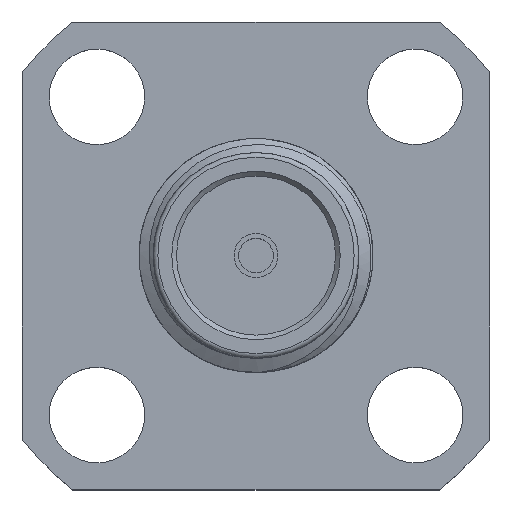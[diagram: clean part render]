
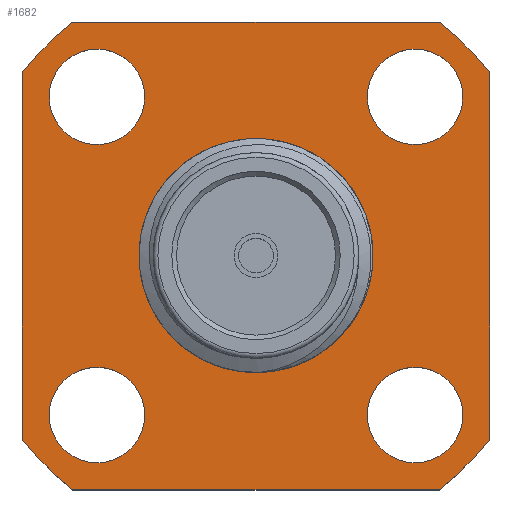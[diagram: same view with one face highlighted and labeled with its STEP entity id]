
A CAD part, top view. The second image highlights one B-rep face of the part: STEP entity #1682.
In plain terms, the highlighted planar face has unit normal (0, 0, 1).
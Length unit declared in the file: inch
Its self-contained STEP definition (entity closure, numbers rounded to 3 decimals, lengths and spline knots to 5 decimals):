
#15 = CARTESIAN_POINT ( 'NONE',  ( -0.25, -0.25, -0.31 ) ) ;
#21 = CIRCLE ( 'NONE', #2662, 0.051 ) ;
#43 = CARTESIAN_POINT ( 'NONE',  ( 0.25, -0.19572, -0.31 ) ) ;
#59 = FACE_BOUND ( 'NONE', #2123, .T. ) ;
#76 = DIRECTION ( 'NONE',  ( 0., 0., -1. ) ) ;
#107 = CIRCLE ( 'NONE', #1873, 0.3175 ) ;
#155 = DIRECTION ( 'NONE',  ( 0., 0., -1. ) ) ;
#194 = AXIS2_PLACEMENT_3D ( 'NONE', #1419, #1009, #1635 ) ;
#276 = CARTESIAN_POINT ( 'NONE',  ( -0.17, -0.17, -0.31 ) ) ;
#278 = FACE_BOUND ( 'NONE', #2630, .T. ) ;
#325 = EDGE_CURVE ( 'NONE', #2362, #2632, #107, .T. ) ;
#331 = DIRECTION ( 'NONE',  ( -1., 0., 0. ) ) ;
#367 = ORIENTED_EDGE ( 'NONE', *, *, #1890, .F. ) ;
#369 = DIRECTION ( 'NONE',  ( -1., 0., 0. ) ) ;
#399 = AXIS2_PLACEMENT_3D ( 'NONE', #2081, #1861, #2528 ) ;
#415 = CARTESIAN_POINT ( 'NONE',  ( -0.221, -0.17, -0.31 ) ) ;
#437 = VERTEX_POINT ( 'NONE', #415 ) ;
#449 = DIRECTION ( 'NONE',  ( 0., 0., -1. ) ) ;
#460 = AXIS2_PLACEMENT_3D ( 'NONE', #2665, #701, #763 ) ;
#482 = CARTESIAN_POINT ( 'NONE',  ( 0.25, -0.25, -0.31 ) ) ;
#484 = EDGE_CURVE ( 'NONE', #2362, #2417, #2082, .T. ) ;
#541 = CARTESIAN_POINT ( 'NONE',  ( 0.17, 0.17, -0.31 ) ) ;
#562 = CARTESIAN_POINT ( 'NONE',  ( 0., 0., -0.31 ) ) ;
#580 = CARTESIAN_POINT ( 'NONE',  ( -0.25, 0.25, -0.31 ) ) ;
#607 = EDGE_LOOP ( 'NONE', ( #2337 ) ) ;
#610 = CARTESIAN_POINT ( 'NONE',  ( 0.119, -0.17, -0.31 ) ) ;
#612 = EDGE_CURVE ( 'NONE', #1509, #1509, #2211, .T. ) ;
#639 = VERTEX_POINT ( 'NONE', #1007 ) ;
#647 = CARTESIAN_POINT ( 'NONE',  ( -0.25, 0.19572, -0.31 ) ) ;
#693 = EDGE_CURVE ( 'NONE', #1894, #1894, #733, .T. ) ;
#701 = DIRECTION ( 'NONE',  ( 0., 0., -1. ) ) ;
#733 = CIRCLE ( 'NONE', #2250, 0.11489 ) ;
#749 = EDGE_LOOP ( 'NONE', ( #2139 ) ) ;
#755 = VERTEX_POINT ( 'NONE', #2577 ) ;
#763 = DIRECTION ( 'NONE',  ( -1., 0., 0. ) ) ;
#780 = VERTEX_POINT ( 'NONE', #2760 ) ;
#785 = DIRECTION ( 'NONE',  ( 0., 0., -1. ) ) ;
#794 = CIRCLE ( 'NONE', #399, 0.3175 ) ;
#827 = VERTEX_POINT ( 'NONE', #610 ) ;
#927 = CARTESIAN_POINT ( 'NONE',  ( -0.17, 0.17, -0.31 ) ) ;
#938 = ORIENTED_EDGE ( 'NONE', *, *, #2698, .T. ) ;
#972 = FACE_BOUND ( 'NONE', #607, .T. ) ;
#1007 = CARTESIAN_POINT ( 'NONE',  ( 0.19572, 0.25, -0.31 ) ) ;
#1009 = DIRECTION ( 'NONE',  ( 0., 0., -1. ) ) ;
#1025 = CARTESIAN_POINT ( 'NONE',  ( -0.221, 0.17, -0.31 ) ) ;
#1039 = CIRCLE ( 'NONE', #194, 0.3175 ) ;
#1152 = CARTESIAN_POINT ( 'NONE',  ( -0.25, -0.25, -0.31 ) ) ;
#1228 = DIRECTION ( 'NONE',  ( -1., 0., 0. ) ) ;
#1249 = VECTOR ( 'NONE', #1528, 39.37008 ) ;
#1265 = AXIS2_PLACEMENT_3D ( 'NONE', #1349, #76, #1374 ) ;
#1271 = EDGE_LOOP ( 'NONE', ( #2674 ) ) ;
#1343 = ORIENTED_EDGE ( 'NONE', *, *, #1511, .F. ) ;
#1349 = CARTESIAN_POINT ( 'NONE',  ( 0., 0., -0.31 ) ) ;
#1374 = DIRECTION ( 'NONE',  ( -1., 0., 0. ) ) ;
#1382 = DIRECTION ( 'NONE',  ( 1., 0., 0. ) ) ;
#1397 = CARTESIAN_POINT ( 'NONE',  ( 0.119, 0.17, -0.31 ) ) ;
#1412 = ORIENTED_EDGE ( 'NONE', *, *, #2419, .F. ) ;
#1419 = CARTESIAN_POINT ( 'NONE',  ( 0., 0., -0.31 ) ) ;
#1442 = EDGE_CURVE ( 'NONE', #437, #437, #2590, .T. ) ;
#1491 = VECTOR ( 'NONE', #2011, 39.37008 ) ;
#1509 = VERTEX_POINT ( 'NONE', #1397 ) ;
#1511 = EDGE_CURVE ( 'NONE', #2221, #2493, #1636, .T. ) ;
#1520 = LINE ( 'NONE', #15, #1249 ) ;
#1528 = DIRECTION ( 'NONE',  ( 0., -1., 0. ) ) ;
#1564 = EDGE_CURVE ( 'NONE', #2221, #755, #1520, .T. ) ;
#1567 = ORIENTED_EDGE ( 'NONE', *, *, #1564, .T. ) ;
#1568 = ORIENTED_EDGE ( 'NONE', *, *, #2636, .T. ) ;
#1595 = AXIS2_PLACEMENT_3D ( 'NONE', #276, #449, #1983 ) ;
#1635 = DIRECTION ( 'NONE',  ( -1., 0., 0. ) ) ;
#1636 = CIRCLE ( 'NONE', #1701, 0.3175 ) ;
#1682 = ADVANCED_FACE ( 'NONE', ( #59, #2677, #972, #1903, #278, #2616 ), #1824, .F. ) ;
#1701 = AXIS2_PLACEMENT_3D ( 'NONE', #2410, #2626, #2396 ) ;
#1760 = VERTEX_POINT ( 'NONE', #1025 ) ;
#1822 = DIRECTION ( 'NONE',  ( 0., 0., -1. ) ) ;
#1824 = PLANE ( 'NONE',  #1265 ) ;
#1842 = ORIENTED_EDGE ( 'NONE', *, *, #325, .F. ) ;
#1861 = DIRECTION ( 'NONE',  ( 0., 0., -1. ) ) ;
#1873 = AXIS2_PLACEMENT_3D ( 'NONE', #2108, #155, #1228 ) ;
#1890 = EDGE_CURVE ( 'NONE', #639, #2417, #794, .T. ) ;
#1894 = VERTEX_POINT ( 'NONE', #2114 ) ;
#1903 = FACE_BOUND ( 'NONE', #1271, .T. ) ;
#1968 = VECTOR ( 'NONE', #1382, 39.37008 ) ;
#1983 = DIRECTION ( 'NONE',  ( -1., 0., 0. ) ) ;
#1993 = ORIENTED_EDGE ( 'NONE', *, *, #693, .T. ) ;
#2011 = DIRECTION ( 'NONE',  ( 0., 1., 0. ) ) ;
#2081 = CARTESIAN_POINT ( 'NONE',  ( 0., 0., -0.31 ) ) ;
#2082 = LINE ( 'NONE', #482, #1491 ) ;
#2098 = LINE ( 'NONE', #580, #2737 ) ;
#2107 = AXIS2_PLACEMENT_3D ( 'NONE', #541, #2749, #331 ) ;
#2108 = CARTESIAN_POINT ( 'NONE',  ( 0., 0., -0.31 ) ) ;
#2114 = CARTESIAN_POINT ( 'NONE',  ( -0.11489, 0., -0.31 ) ) ;
#2123 = EDGE_LOOP ( 'NONE', ( #1993 ) ) ;
#2139 = ORIENTED_EDGE ( 'NONE', *, *, #612, .T. ) ;
#2211 = CIRCLE ( 'NONE', #2107, 0.051 ) ;
#2221 = VERTEX_POINT ( 'NONE', #647 ) ;
#2250 = AXIS2_PLACEMENT_3D ( 'NONE', #562, #785, #2513 ) ;
#2296 = EDGE_LOOP ( 'NONE', ( #1343, #1567, #1412, #1568, #1842, #2420, #367, #938 ) ) ;
#2297 = CIRCLE ( 'NONE', #460, 0.051 ) ;
#2337 = ORIENTED_EDGE ( 'NONE', *, *, #2547, .T. ) ;
#2362 = VERTEX_POINT ( 'NONE', #43 ) ;
#2374 = CARTESIAN_POINT ( 'NONE',  ( -0.19572, 0.25, -0.31 ) ) ;
#2396 = DIRECTION ( 'NONE',  ( -1., 0., 0. ) ) ;
#2410 = CARTESIAN_POINT ( 'NONE',  ( 0., 0., -0.31 ) ) ;
#2417 = VERTEX_POINT ( 'NONE', #2504 ) ;
#2419 = EDGE_CURVE ( 'NONE', #780, #755, #1039, .T. ) ;
#2420 = ORIENTED_EDGE ( 'NONE', *, *, #484, .T. ) ;
#2461 = DIRECTION ( 'NONE',  ( -1., 0., 0. ) ) ;
#2493 = VERTEX_POINT ( 'NONE', #2374 ) ;
#2504 = CARTESIAN_POINT ( 'NONE',  ( 0.25, 0.19572, -0.31 ) ) ;
#2513 = DIRECTION ( 'NONE',  ( -1., 0., 0. ) ) ;
#2528 = DIRECTION ( 'NONE',  ( -1., 0., 0. ) ) ;
#2547 = EDGE_CURVE ( 'NONE', #1760, #1760, #21, .T. ) ;
#2577 = CARTESIAN_POINT ( 'NONE',  ( -0.25, -0.19572, -0.31 ) ) ;
#2590 = CIRCLE ( 'NONE', #1595, 0.051 ) ;
#2616 = FACE_OUTER_BOUND ( 'NONE', #2296, .T. ) ;
#2620 = ORIENTED_EDGE ( 'NONE', *, *, #2650, .T. ) ;
#2626 = DIRECTION ( 'NONE',  ( 0., 0., -1. ) ) ;
#2630 = EDGE_LOOP ( 'NONE', ( #2620 ) ) ;
#2632 = VERTEX_POINT ( 'NONE', #2686 ) ;
#2636 = EDGE_CURVE ( 'NONE', #780, #2632, #2804, .T. ) ;
#2650 = EDGE_CURVE ( 'NONE', #827, #827, #2297, .T. ) ;
#2662 = AXIS2_PLACEMENT_3D ( 'NONE', #927, #1822, #2461 ) ;
#2665 = CARTESIAN_POINT ( 'NONE',  ( 0.17, -0.17, -0.31 ) ) ;
#2674 = ORIENTED_EDGE ( 'NONE', *, *, #1442, .T. ) ;
#2677 = FACE_BOUND ( 'NONE', #749, .T. ) ;
#2686 = CARTESIAN_POINT ( 'NONE',  ( 0.19572, -0.25, -0.31 ) ) ;
#2698 = EDGE_CURVE ( 'NONE', #639, #2493, #2098, .T. ) ;
#2737 = VECTOR ( 'NONE', #369, 39.37008 ) ;
#2749 = DIRECTION ( 'NONE',  ( 0., 0., -1. ) ) ;
#2760 = CARTESIAN_POINT ( 'NONE',  ( -0.19572, -0.25, -0.31 ) ) ;
#2804 = LINE ( 'NONE', #1152, #1968 ) ;
